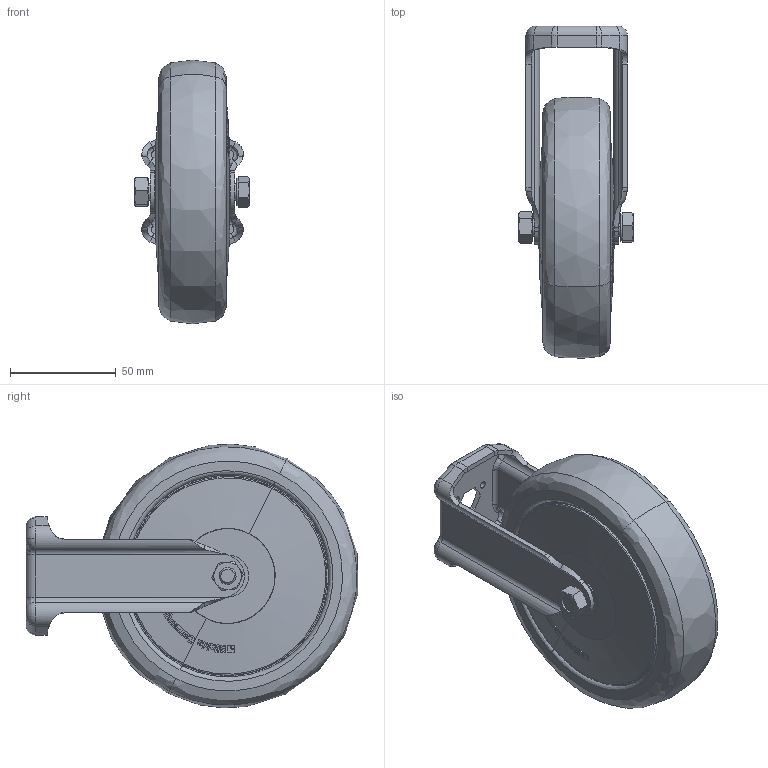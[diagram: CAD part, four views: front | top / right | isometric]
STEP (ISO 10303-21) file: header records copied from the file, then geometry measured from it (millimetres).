
FILE_DESCRIPTION (( 'STEP AP214' ), '1' );
FILE_NAME ('Accessories for aluminium profiles098F125TN.step', '2016-10-19T16:58:28', ( '' ), ( '' ), 'SwSTEP 2.0', 'SolidWorks 2016', '' );
FILE_SCHEMA (( 'AUTOMOTIVE_DESIGN' ));
Length unit declared in the file: millimetre
Products named in the file (5): TPA_126_8K-FK_228932-214_selction no pls; 098FR.u.Tab_098F125; 4DIN934M08M; 4DIN931M08048MS01; Accessories for aluminium profiles098F125TN
Assembly tree (4 placements, depth 2):
  Accessories for aluminium profiles098F125TN
    4DIN931M08048MS01
    4DIN934M08M
    098FR.u.Tab_098F125
    TPA_126_8K-FK_228932-214_selction no pls
Bounding box: 54.2 x 157.26 x 124.92 mm (x, y, z)
Volume: 411831.3 mm3; surface area: 59331.8 mm2
Topology: 4 solids, 4 shells, 967 faces, 2508 edges, 1625 vertices
Faces by surface type: plane 504, bspline 300, cone 81, cylinder 68, torus 14
Entity records: 54527 total; most frequent: CARTESIAN_POINT 27829, ORIENTED_EDGE 5016, DIRECTION 2990, EDGE_CURVE 2508, VERTEX_POINT 1625, VECTOR 1216, LINE 1216, B_SPLINE_CURVE_WITH_KNOTS 1060
